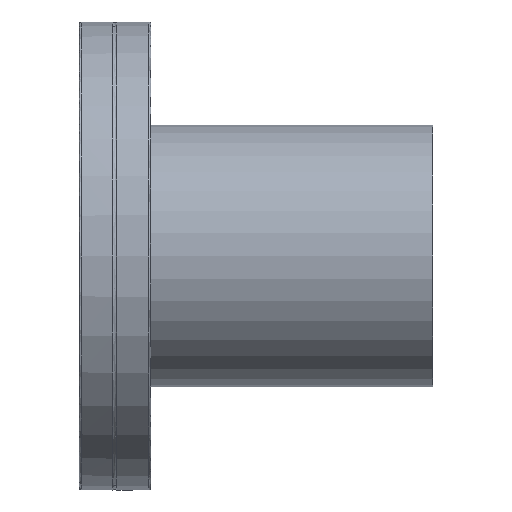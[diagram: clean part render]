
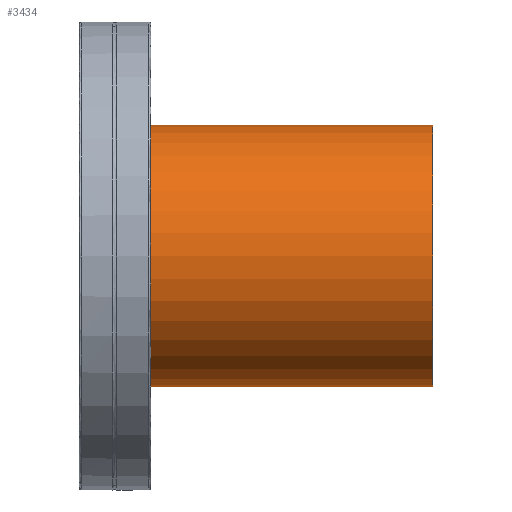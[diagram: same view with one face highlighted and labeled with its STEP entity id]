
A CAD part, front view. The second image highlights one B-rep face of the part: STEP entity #3434.
In plain terms, the highlighted cylindrical face has radius 31.75 mm (diameter 63.5 mm), a full revolution.
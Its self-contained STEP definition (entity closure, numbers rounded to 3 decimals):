
#35 = AXIS2_PLACEMENT_3D ( 'NONE', #3081, #813, #3786 ) ;
#97 = VERTEX_POINT ( 'NONE', #1425 ) ;
#148 = VERTEX_POINT ( 'NONE', #1461 ) ;
#426 = CARTESIAN_POINT ( 'NONE',  ( 76.32, 0., 0. ) ) ;
#761 = DIRECTION ( 'NONE',  ( 0., 0., -1. ) ) ;
#813 = DIRECTION ( 'NONE',  ( 1., 0., 0. ) ) ;
#822 = AXIS2_PLACEMENT_3D ( 'NONE', #426, #2737, #761 ) ;
#1211 = CIRCLE ( 'NONE', #1941, 31.75 ) ;
#1225 = EDGE_LOOP ( 'NONE', ( #2119 ) ) ;
#1425 = CARTESIAN_POINT ( 'NONE',  ( 0., 0., -31.75 ) ) ;
#1461 = CARTESIAN_POINT ( 'NONE',  ( 76.32, 0., -31.75 ) ) ;
#1716 = EDGE_LOOP ( 'NONE', ( #2815 ) ) ;
#1796 = FACE_OUTER_BOUND ( 'NONE', #1225, .T. ) ;
#1941 = AXIS2_PLACEMENT_3D ( 'NONE', #2396, #3385, #2096 ) ;
#1948 = FACE_OUTER_BOUND ( 'NONE', #1716, .T. ) ;
#2096 = DIRECTION ( 'NONE',  ( 0., 0., -1. ) ) ;
#2119 = ORIENTED_EDGE ( 'NONE', *, *, #2761, .T. ) ;
#2396 = CARTESIAN_POINT ( 'NONE',  ( 0., 0., 0. ) ) ;
#2737 = DIRECTION ( 'NONE',  ( -1., 0., 0. ) ) ;
#2761 = EDGE_CURVE ( 'NONE', #148, #148, #4012, .T. ) ;
#2815 = ORIENTED_EDGE ( 'NONE', *, *, #4253, .T. ) ;
#2886 = CYLINDRICAL_SURFACE ( 'NONE', #35, 31.75 ) ;
#3081 = CARTESIAN_POINT ( 'NONE',  ( 38.16, 0., 0. ) ) ;
#3385 = DIRECTION ( 'NONE',  ( 1., 0., 0. ) ) ;
#3434 = ADVANCED_FACE ( 'NONE', ( #1796, #1948 ), #2886, .T. ) ;
#3786 = DIRECTION ( 'NONE',  ( 0., 0., -1. ) ) ;
#4012 = CIRCLE ( 'NONE', #822, 31.75 ) ;
#4253 = EDGE_CURVE ( 'NONE', #97, #97, #1211, .T. ) ;
